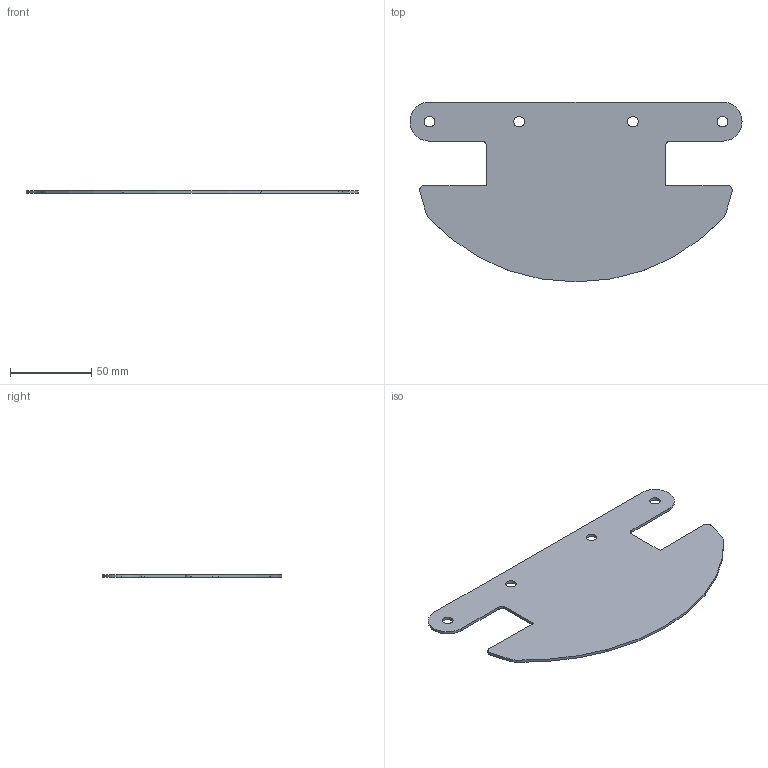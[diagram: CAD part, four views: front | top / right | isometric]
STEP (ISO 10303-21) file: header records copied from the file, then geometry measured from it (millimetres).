
FILE_DESCRIPTION (( 'STEP AP214' ), '1' );
FILE_NAME ('27 - bracket tail cover (flat).STEP', '2016-11-26T22:40:02', ( '' ), ( '' ), 'SwSTEP 2.0', 'SolidWorks 2014', '' );
FILE_SCHEMA (( 'AUTOMOTIVE_DESIGN' ));
Length unit declared in the file: millimetre
Products named in the file (1): 27 - bracket tail cover (flat)
Bounding box: 204 x 110.5 x 1.65 mm (x, y, z)
Volume: 26929.6 mm3; surface area: 33917.7 mm2
Topology: 1 solids, 1 shells, 38 faces, 108 edges, 72 vertices
Faces by surface type: cylinder 19, plane 17, bspline 2
Entity records: 1306 total; most frequent: CARTESIAN_POINT 245, DIRECTION 216, ORIENTED_EDGE 216, EDGE_CURVE 108, AXIS2_PLACEMENT_3D 75, VERTEX_POINT 72, LINE 66, VECTOR 66
